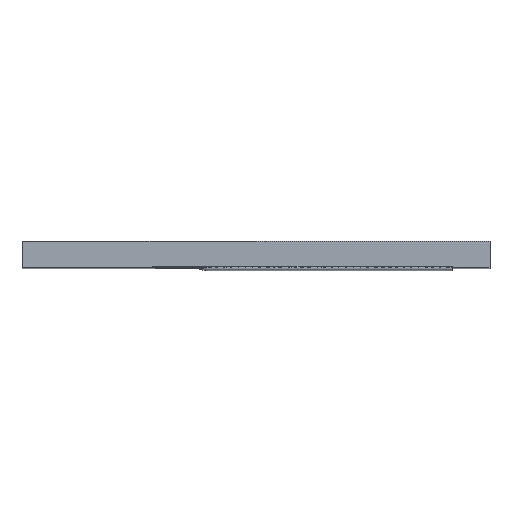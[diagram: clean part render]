
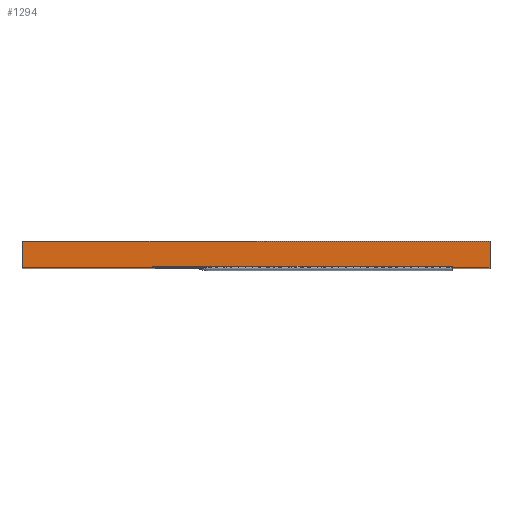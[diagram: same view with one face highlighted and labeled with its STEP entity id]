
A CAD part, top view. The second image highlights one B-rep face of the part: STEP entity #1294.
In plain terms, the highlighted planar face has unit normal (0, 0, 1).
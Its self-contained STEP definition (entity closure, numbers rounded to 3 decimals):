
#93=DIRECTION('',(1.,0.,0.));
#94=VECTOR('',#93,7.3);
#95=CARTESIAN_POINT('',(-13.08,0.,16.19));
#96=LINE('',#95,#94);
#330=DIRECTION('',(1.,0.,0.));
#331=VECTOR('',#330,2.1);
#332=CARTESIAN_POINT('',(10.98,0.,16.19));
#333=LINE('',#332,#331);
#337=CARTESIAN_POINT('',(13.08,0.,16.19));
#405=CARTESIAN_POINT('',(-13.08,0.,16.19));
#693=DIRECTION('',(1.,0.,0.));
#694=VECTOR('',#693,16.76);
#695=CARTESIAN_POINT('',(-5.78,0.1,16.19));
#696=LINE('',#695,#694);
#700=DIRECTION('',(0.,1.,0.001));
#701=VECTOR('',#700,0.1);
#702=CARTESIAN_POINT('',(-5.78,0.,16.19));
#703=LINE('',#702,#701);
#707=DIRECTION('',(0.,1.,0.));
#708=VECTOR('',#707,1.5);
#709=CARTESIAN_POINT('',(-13.08,0.,16.19));
#710=LINE('',#709,#708);
#714=DIRECTION('',(0.,1.,0.001));
#715=VECTOR('',#714,0.1);
#716=CARTESIAN_POINT('',(10.98,0.,16.19));
#717=LINE('',#716,#715);
#791=DIRECTION('',(0.,1.,0.));
#792=VECTOR('',#791,1.5);
#793=CARTESIAN_POINT('',(13.08,0.,16.19));
#794=LINE('',#793,#792);
#819=DIRECTION('',(1.,0.,0.));
#820=VECTOR('',#819,26.16);
#821=CARTESIAN_POINT('',(-13.08,1.5,16.19));
#822=LINE('',#821,#820);
#911=VERTEX_POINT('',#405);
#912=VERTEX_POINT('',#337);
#915=CARTESIAN_POINT('',(-13.08,1.5,16.19));
#917=VERTEX_POINT('',#915);
#918=CARTESIAN_POINT('',(13.08,1.5,16.19));
#919=VERTEX_POINT('',#918);
#968=CARTESIAN_POINT('',(-5.78,0.1,16.19));
#969=CARTESIAN_POINT('',(10.98,0.1,16.19));
#970=VERTEX_POINT('',#968);
#971=VERTEX_POINT('',#969);
#972=CARTESIAN_POINT('',(10.98,0.,16.19));
#973=VERTEX_POINT('',#972);
#974=CARTESIAN_POINT('',(-5.78,0.,16.19));
#975=VERTEX_POINT('',#974);
#1275=CARTESIAN_POINT('',(0.,0.75,16.19));
#1276=DIRECTION('',(0.,0.,1.));
#1277=DIRECTION('',(1.,0.,0.));
#1278=AXIS2_PLACEMENT_3D('',#1275,#1276,#1277);
#1279=PLANE('',#1278);
#1280=ORIENTED_EDGE('',*,*,#1200,.F.);
#1282=ORIENTED_EDGE('',*,*,#1281,.F.);
#1283=ORIENTED_EDGE('',*,*,#1048,.F.);
#1285=ORIENTED_EDGE('',*,*,#1284,.T.);
#1287=ORIENTED_EDGE('',*,*,#1286,.T.);
#1289=ORIENTED_EDGE('',*,*,#1288,.F.);
#1290=ORIENTED_EDGE('',*,*,#1070,.F.);
#1291=ORIENTED_EDGE('',*,*,#1266,.T.);
#1292=EDGE_LOOP('',(#1280,#1282,#1283,#1285,#1287,#1289,#1290,#1291));
#1293=FACE_OUTER_BOUND('',#1292,.F.);
#1048=EDGE_CURVE('',#911,#975,#96,.T.);
#1070=EDGE_CURVE('',#973,#912,#333,.T.);
#1200=EDGE_CURVE('',#970,#971,#696,.T.);
#1266=EDGE_CURVE('',#973,#971,#717,.T.);
#1281=EDGE_CURVE('',#975,#970,#703,.T.);
#1284=EDGE_CURVE('',#911,#917,#710,.T.);
#1286=EDGE_CURVE('',#917,#919,#822,.T.);
#1288=EDGE_CURVE('',#912,#919,#794,.T.);
#1294=ADVANCED_FACE('',(#1293),#1279,.T.);
